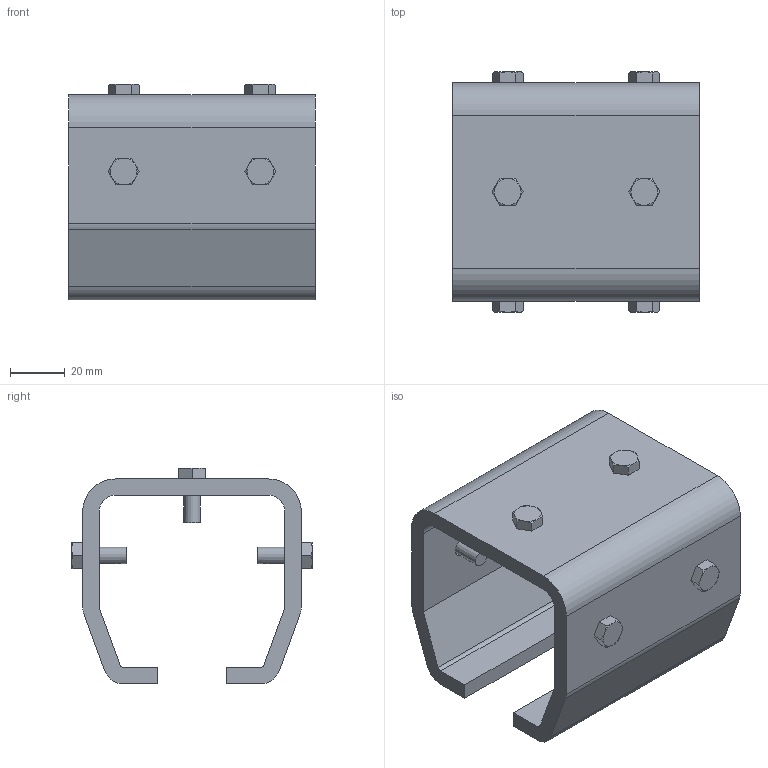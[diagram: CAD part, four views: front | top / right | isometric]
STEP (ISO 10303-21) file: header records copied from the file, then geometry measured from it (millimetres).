
FILE_DESCRIPTION(('STEP AP214'),'1');
FILE_NAME('PMH Skarvmuff 1504.stp','2013-08-06T12:23:03',(' '),(' '),'Spatial InterOp 3D',' ',' ');
FILE_SCHEMA(('automotive_design'));
Length unit declared in the file: millimetre
Products named in the file (8): PMH Profilskena skarvmuff 1504; Part1; Part2; Part3; Part4; Part5; Part6; Part7
Assembly tree (7 placements, depth 2):
  PMH Profilskena skarvmuff 1504
    Part1
    Part2
    Part3
    Part4
    Part5
    Part6
    Part7
Bounding box: 90 x 87.93 x 78.97 mm (x, y, z)
Volume: 131376.9 mm3; surface area: 50511.9 mm2
Topology: 7 solids, 7 shells, 130 faces, 294 edges, 184 vertices
Faces by surface type: plane 72, cone 42, cylinder 16
Full cylindrical faces by diameter (mm): 6.75 x6
Entity records: 4691 total; most frequent: CARTESIAN_POINT 748, DIRECTION 566, ORIENTED_EDGE 564, EDGE_CURVE 282, AXIS2_PLACEMENT_3D 218, VERTEX_POINT 184, EDGE_LOOP 160, FACE_OUTER_BOUND 136
